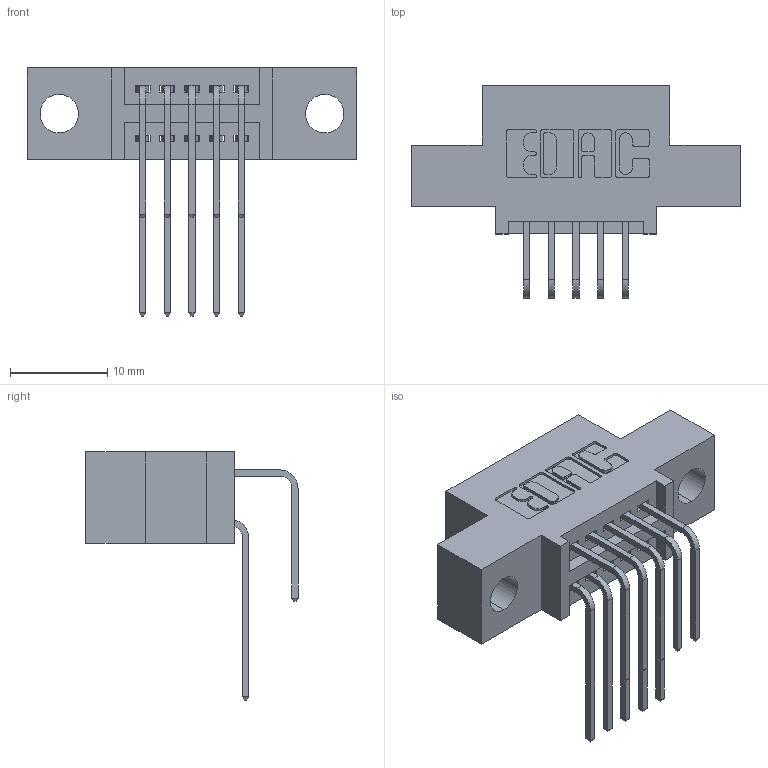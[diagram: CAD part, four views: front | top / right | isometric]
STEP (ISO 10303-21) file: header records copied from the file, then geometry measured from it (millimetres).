
FILE_DESCRIPTION (( 'STEP AP203' ), '1' );
FILE_NAME ('345-010-558-504.STEP', '2021-05-19T15:34:22', ( '' ), ( '' ), 'SwSTEP 2.0', 'SolidWorks 2020', '' );
FILE_SCHEMA (( 'CONFIG_CONTROL_DESIGN' ));
Length unit declared in the file: inch
Products named in the file (4): 345-292-001_558 Tail - 2; 345-292-001_558 559 Tail - 1; 345-010-558-504; 345 Part_0.110 Offset - 0.156 Dia-TI
Assembly tree (11 placements, depth 2):
  345-010-558-504
    345 Part_0.110 Offset - 0.156 Dia-TI
    345-292-001_558 559 Tail - 1  x5
    345-292-001_558 Tail - 2  x5
Bounding box: 33.91 x 21.83 x 25.53 mm (x, y, z)
Volume: 2828.9 mm3; surface area: 3680.6 mm2
Topology: 11 solids, 11 shells, 664 faces, 1939 edges, 1278 vertices
Faces by surface type: plane 448, cylinder 216
Entity records: 11107 total; most frequent: CARTESIAN_POINT 1949, ORIENTED_EDGE 1830, DIRECTION 1735, EDGE_CURVE 915, VECTOR 723, LINE 723, VERTEX_POINT 606, AXIS2_PLACEMENT_3D 506
